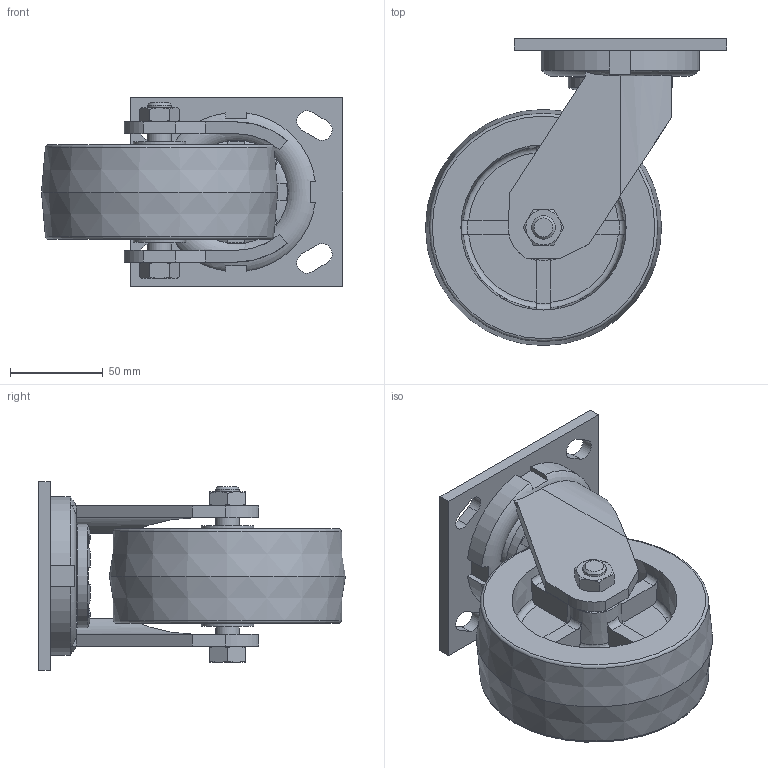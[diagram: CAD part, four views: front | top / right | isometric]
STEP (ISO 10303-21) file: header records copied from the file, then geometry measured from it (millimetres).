
FILE_DESCRIPTION(/* description */ (''),/* implementation_level */ '2;1');
FILE_NAME(/* name */ '30305T72_Samson Caster with 4-1-2 x 4 Mounting Plate.step',/* time_stamp */ '2023-12-15T18:33:04+05:30',/* author */ (''),/* organization */ (''),/* preprocessor_version */ 'ST-DEVELOPER v20',/* originating_system */ 'Autodesk Translation Framework v12.14.0.127',/* authorisation */ '');
FILE_SCHEMA (('AUTOMOTIVE_DESIGN { 1 0 10303 214 3 1 1 }'));
Length unit declared in the file: millimetre
Products named in the file (1): 30305T72_Samson Caster with 4-1-2 x 4 Mounting Plate
Bounding box: 161.93 x 165.1 x 101.6 mm (x, y, z)
Volume: 621351.6 mm3; surface area: 140907.3 mm2
Topology: 7 solids, 7 shells, 241 faces, 598 edges, 388 vertices
Faces by surface type: plane 133, torus 46, cone 33, cylinder 29
Full cylindrical faces by diameter (mm): 12.7 x5, 15.875 x3, 19.05 x1, 55.88 x2
Entity records: 8018 total; most frequent: CARTESIAN_POINT 2404, ORIENTED_EDGE 1196, DIRECTION 1124, EDGE_CURVE 598, AXIS2_PLACEMENT_3D 463, VERTEX_POINT 388, EDGE_LOOP 280, FACE_OUTER_BOUND 241
